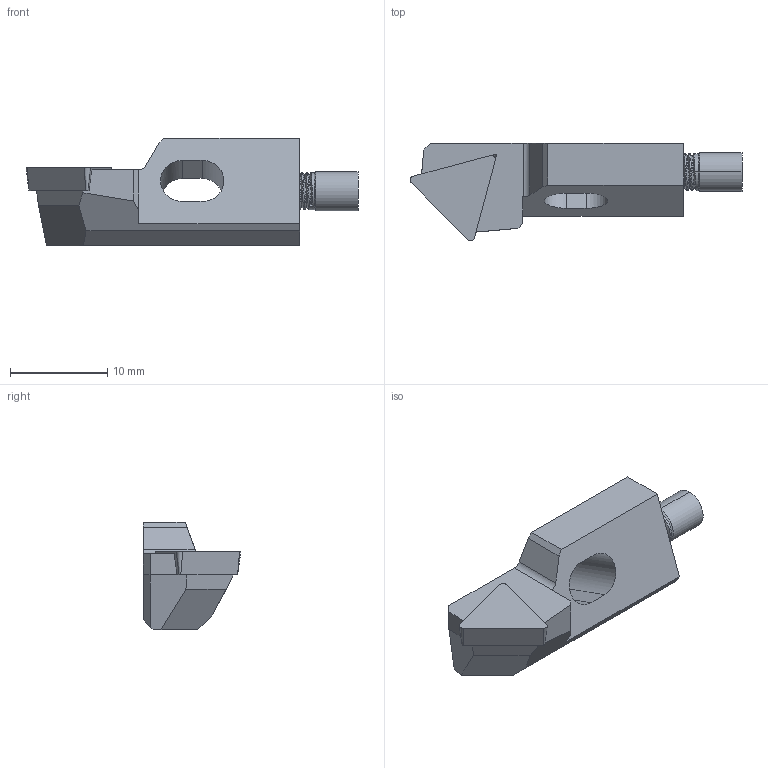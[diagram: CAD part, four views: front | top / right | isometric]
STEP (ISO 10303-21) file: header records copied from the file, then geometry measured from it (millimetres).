
FILE_DESCRIPTION (( 'STEP AP214' ), '1' );
FILE_NAME ('STSCR-08CA-09-LIGHT.STP', '2023-11-09T12:26:54', ( '' ), ( '' ), 'SwSTEP 2.0', 'SolidWorks 2018', '' );
FILE_SCHEMA (( 'AUTOMOTIVE_DESIGN' ));
Length unit declared in the file: millimetre
Products named in the file (1): STSCR-08CA-09-LIGHT
Bounding box: 34.06 x 10 x 11 mm (x, y, z)
Volume: 1552.1 mm3; surface area: 1236.1 mm2
Topology: 2 solids, 2 shells, 52 faces, 136 edges, 89 vertices
Faces by surface type: plane 32, cylinder 11, cone 6, bspline 3
Entity records: 3274 total; most frequent: CARTESIAN_POINT 1426, ORIENTED_EDGE 272, DIRECTION 233, EDGE_CURVE 136, LINE 95, VECTOR 95, VERTEX_POINT 89, AXIS2_PLACEMENT_3D 69
